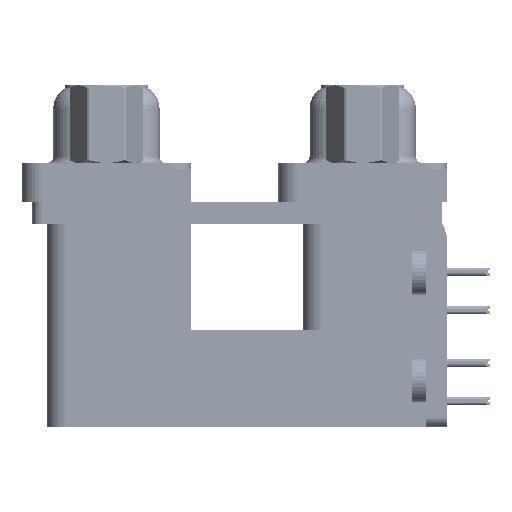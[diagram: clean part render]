
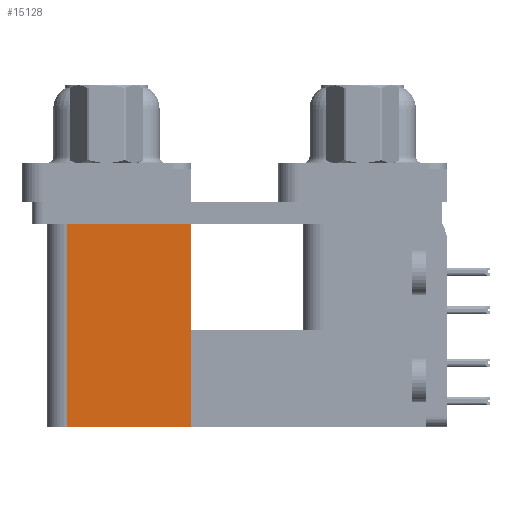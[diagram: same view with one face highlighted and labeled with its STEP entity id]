
A CAD part, left-side view. The second image highlights one B-rep face of the part: STEP entity #15128.
In plain terms, the highlighted planar face has unit normal (-1, 0, 0).
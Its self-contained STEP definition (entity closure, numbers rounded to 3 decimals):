
#44 = EDGE_CURVE ( 'NONE', #17483, #45043, #28234, .T. ) ;
#739 = CARTESIAN_POINT ( 'NONE',  ( 3.7, 12.775, -19.2 ) ) ;
#4810 = CARTESIAN_POINT ( 'NONE',  ( 3.7, 12.775, -19.2 ) ) ;
#6951 = ORIENTED_EDGE ( 'NONE', *, *, #44, .T. ) ;
#7255 = VECTOR ( 'NONE', #21696, 1000. ) ;
#7436 = CARTESIAN_POINT ( 'NONE',  ( 3.7, 12.775, -2.5 ) ) ;
#11296 = DIRECTION ( 'NONE',  ( 1., 0., 0. ) ) ;
#15117 = FACE_OUTER_BOUND ( 'NONE', #15774, .T. ) ;
#15128 = ADVANCED_FACE ( 'NONE', ( #15117 ), #67194, .F. ) ;
#15774 = EDGE_LOOP ( 'NONE', ( #6951, #29234, #46828, #31724 ) ) ;
#15864 = VECTOR ( 'NONE', #47577, 1000. ) ;
#16266 = VERTEX_POINT ( 'NONE', #19693 ) ;
#17483 = VERTEX_POINT ( 'NONE', #7436 ) ;
#18831 = CARTESIAN_POINT ( 'NONE',  ( 3.7, 12.775, -19.2 ) ) ;
#19693 = CARTESIAN_POINT ( 'NONE',  ( 3.7, 21.975, -19.2 ) ) ;
#21696 = DIRECTION ( 'NONE',  ( 0., 0., 1. ) ) ;
#22459 = EDGE_CURVE ( 'NONE', #25594, #17483, #25318, .T. ) ;
#23158 = VECTOR ( 'NONE', #35929, 1000. ) ;
#25318 = LINE ( 'NONE', #18831, #23158 ) ;
#25500 = CARTESIAN_POINT ( 'NONE',  ( 3.7, 21.975, -19.2 ) ) ;
#25594 = VERTEX_POINT ( 'NONE', #739 ) ;
#26741 = DIRECTION ( 'NONE',  ( 0., 1., 0. ) ) ;
#28234 = LINE ( 'NONE', #42290, #62427 ) ;
#29234 = ORIENTED_EDGE ( 'NONE', *, *, #37415, .F. ) ;
#31724 = ORIENTED_EDGE ( 'NONE', *, *, #22459, .T. ) ;
#34910 = EDGE_CURVE ( 'NONE', #25594, #16266, #58158, .T. ) ;
#35929 = DIRECTION ( 'NONE',  ( 0., 0., 1. ) ) ;
#36963 = CARTESIAN_POINT ( 'NONE',  ( 3.7, 12.775, -19.2 ) ) ;
#37415 = EDGE_CURVE ( 'NONE', #16266, #45043, #52186, .T. ) ;
#37496 = DIRECTION ( 'NONE',  ( 0., 1., 0. ) ) ;
#41315 = AXIS2_PLACEMENT_3D ( 'NONE', #4810, #11296, #26741 ) ;
#42290 = CARTESIAN_POINT ( 'NONE',  ( 3.7, 12.775, -2.5 ) ) ;
#42627 = CARTESIAN_POINT ( 'NONE',  ( 3.7, 21.975, -2.5 ) ) ;
#45043 = VERTEX_POINT ( 'NONE', #42627 ) ;
#46828 = ORIENTED_EDGE ( 'NONE', *, *, #34910, .F. ) ;
#47577 = DIRECTION ( 'NONE',  ( 0., 1., 0. ) ) ;
#52186 = LINE ( 'NONE', #25500, #7255 ) ;
#58158 = LINE ( 'NONE', #36963, #15864 ) ;
#62427 = VECTOR ( 'NONE', #37496, 1000. ) ;
#67194 = PLANE ( 'NONE',  #41315 ) ;
